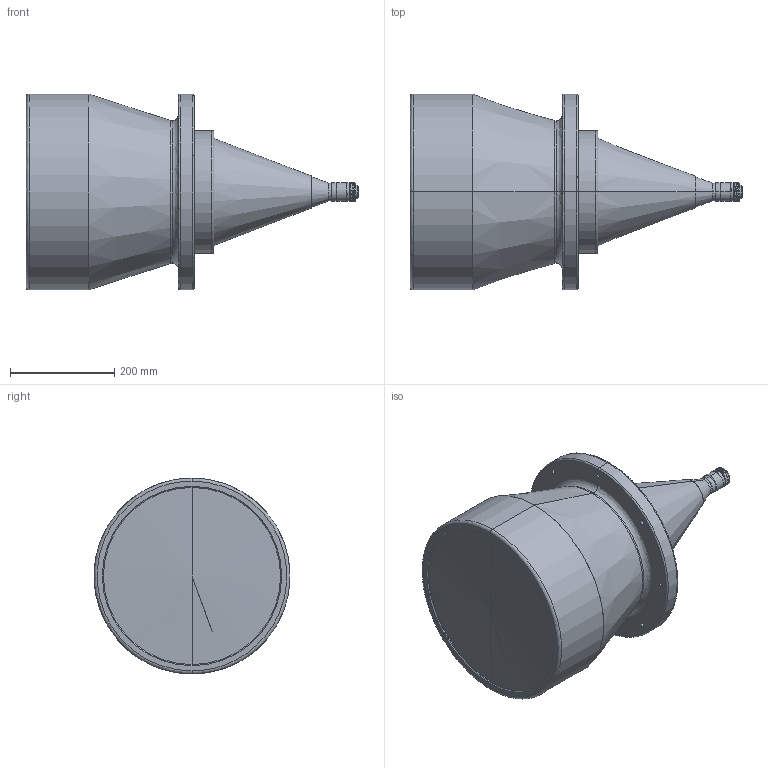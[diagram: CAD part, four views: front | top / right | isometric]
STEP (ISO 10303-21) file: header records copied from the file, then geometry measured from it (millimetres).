
FILE_DESCRIPTION (( 'STEP AP203' ), '1' );
FILE_NAME ('DTCM230-300-AL.STEP', '2019-11-13T08:43:05', ( 'Windows 蚚誧' ), ( '' ), 'SwSTEP 2.0', 'SolidWorks 2017', '' );
FILE_SCHEMA (( 'CONFIG_CONTROL_DESIGN' ));
Length unit declared in the file: millimetre
Products named in the file (1): DTCM230-300-AL
Bounding box: 636.92 x 376 x 376 mm (x, y, z)
Volume: 35136994.4 mm3; surface area: 723025.2 mm2
Topology: 6 solids, 6 shells, 208 faces, 498 edges, 309 vertices
Faces by surface type: cylinder 108, cone 57, plane 27, bspline 14, torus 2
Entity records: 7646 total; most frequent: CARTESIAN_POINT 2916, ORIENTED_EDGE 984, DIRECTION 947, EDGE_CURVE 492, AXIS2_PLACEMENT_3D 390, VERTEX_POINT 309, EDGE_LOOP 239, ADVANCED_FACE 208
